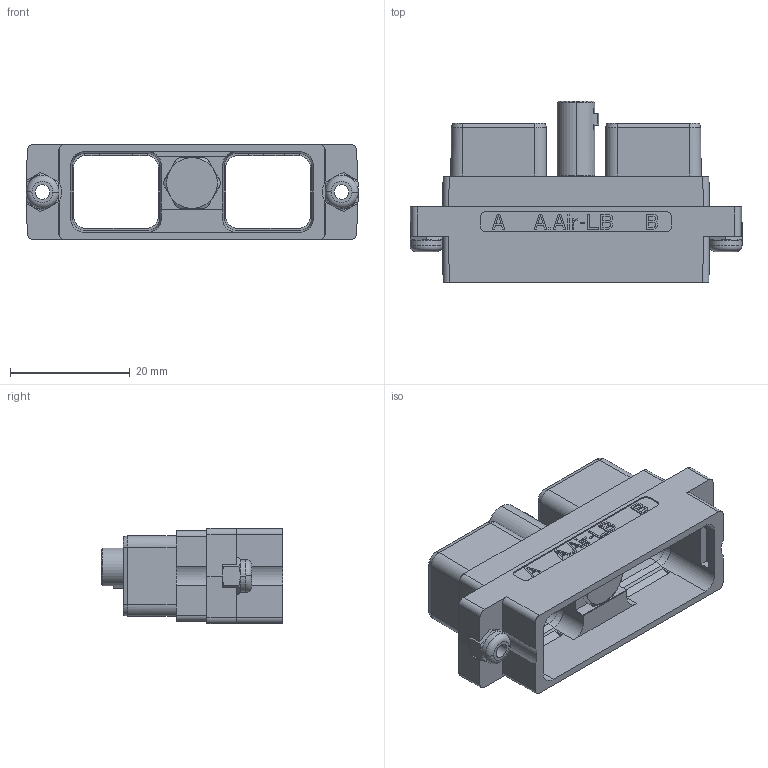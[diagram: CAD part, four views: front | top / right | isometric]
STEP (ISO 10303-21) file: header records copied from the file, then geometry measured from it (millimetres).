
FILE_DESCRIPTION((''),'2;1');
FILE_NAME('SIM2B42VB','2019-09-13T',('presta_be4'),(''),'PRO/ENGINEER BY PARAMETRIC TECHNOLOGY CORPORATION, 2014310','PRO/ENGINEER BY PARAMETRIC TECHNOLOGY CORPORATION, 2014310','');
FILE_SCHEMA(('CONFIG_CONTROL_DESIGN'));
Length unit declared in the file: millimetre
Products named in the file (1): SIM2B42VB
Bounding box: 55.5 x 30.36 x 15.93 mm (x, y, z)
Volume: 6205.1 mm3; surface area: 8552.5 mm2
Topology: 1 solids, 1 shells, 802 faces, 2149 edges, 1390 vertices
Faces by surface type: plane 580, cylinder 128, cone 62, bspline 20, torus 12
Entity records: 33041 total; most frequent: CARTESIAN_POINT 13263, ORIENTED_EDGE 4294, DIRECTION 3749, EDGE_CURVE 2147, VECTOR 1649, LINE 1649, VERTEX_POINT 1390, AXIS2_PLACEMENT_3D 1050
